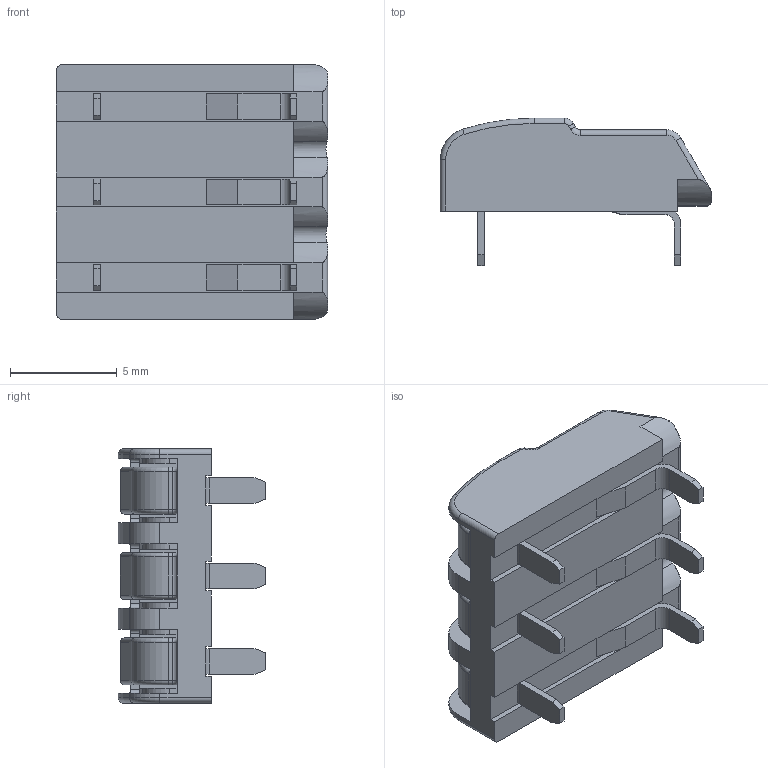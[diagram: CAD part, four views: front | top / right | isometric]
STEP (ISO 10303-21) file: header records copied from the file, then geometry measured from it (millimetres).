
FILE_DESCRIPTION(/* description */ ('STEP AP214'),/* implementation_level */ '2;1');
FILE_NAME(/* name */ '2060-1453_998-404',/* time_stamp */ '2024-09-27T12:19:19+02:00',/* author */ ('License CC BY-ND 4.0'),/* organization */ ('CADENAS'),/* preprocessor_version */ 'ST-DEVELOPER v19.3',/* originating_system */ 'PARTsolutions',/* authorisation */ ' ');
FILE_SCHEMA (('AUTOMOTIVE_DESIGN {1 0 10303 214 3 1 1}'));
Length unit declared in the file: millimetre
Products named in the file (1): 2060-1453/998-404
Bounding box: 12.7 x 6.9 x 11.9 mm (x, y, z)
Volume: 442.6 mm3; surface area: 813.4 mm2
Topology: 1 solids, 1 shells, 354 faces, 976 edges, 624 vertices
Faces by surface type: plane 195, cylinder 120, torus 30, sphere 9
Full cylindrical faces by diameter (mm): 2.25 x3
Entity records: 13622 total; most frequent: CARTESIAN_POINT 2055, DIRECTION 1914, ORIENTED_EDGE 1910, EDGE_CURVE 955, AXIS2_PLACEMENT_3D 642, LINE 630, VECTOR 630, VERTEX_POINT 615
